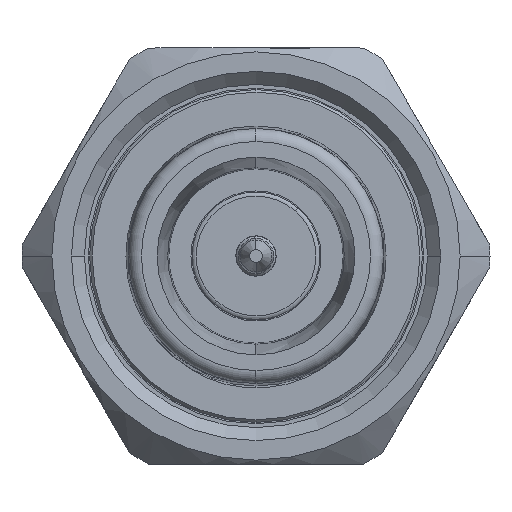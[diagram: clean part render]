
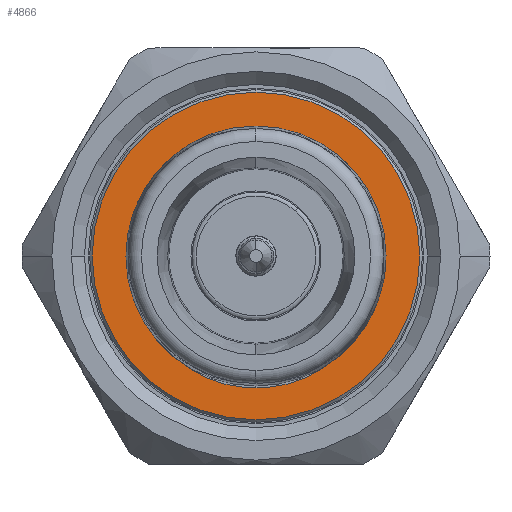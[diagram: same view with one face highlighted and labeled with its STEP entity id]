
A CAD part, left-side view. The second image highlights one B-rep face of the part: STEP entity #4866.
In plain terms, the highlighted planar face has unit normal (-1, 0, 0).
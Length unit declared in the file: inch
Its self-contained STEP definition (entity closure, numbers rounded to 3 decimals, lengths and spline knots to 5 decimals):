
#96 = DIRECTION ( 'NONE',  ( 0., 0., 1. ) ) ;
#119 = CIRCLE ( 'NONE', #4957, 0.187 ) ;
#177 = AXIS2_PLACEMENT_3D ( 'NONE', #2533, #4117, #4481 ) ;
#311 = ORIENTED_EDGE ( 'NONE', *, *, #4716, .T. ) ;
#447 = ORIENTED_EDGE ( 'NONE', *, *, #2405, .T. ) ;
#478 = CIRCLE ( 'NONE', #4499, 0.19685 ) ;
#558 = ORIENTED_EDGE ( 'NONE', *, *, #2823, .F. ) ;
#559 = DIRECTION ( 'NONE',  ( 1., 0., 0. ) ) ;
#1052 = DIRECTION ( 'NONE',  ( 0., 0., 1. ) ) ;
#1343 = DIRECTION ( 'NONE',  ( -1., 0., 0. ) ) ;
#1407 = DIRECTION ( 'NONE',  ( 0., 0., 1. ) ) ;
#1464 = DIRECTION ( 'NONE',  ( -1., 0., 0. ) ) ;
#1742 = CARTESIAN_POINT ( 'NONE',  ( 0.32677, 0., -0.24803 ) ) ;
#2042 = CARTESIAN_POINT ( 'NONE',  ( 0.32677, 0., 0. ) ) ;
#2142 = PLANE ( 'NONE',  #177 ) ;
#2219 = AXIS2_PLACEMENT_3D ( 'NONE', #3333, #1464, #1052 ) ;
#2265 = EDGE_LOOP ( 'NONE', ( #558, #2569, #2937 ) ) ;
#2382 = EDGE_LOOP ( 'NONE', ( #447, #311 ) ) ;
#2405 = EDGE_CURVE ( 'NONE', #3348, #3224, #4947, .T. ) ;
#2426 = FACE_OUTER_BOUND ( 'NONE', #2382, .T. ) ;
#2490 = DIRECTION ( 'NONE',  ( -1., 0., 0. ) ) ;
#2533 = CARTESIAN_POINT ( 'NONE',  ( 0.32677, 0.19685, 0. ) ) ;
#2549 = CARTESIAN_POINT ( 'NONE',  ( 0.32677, 0., -0.01304 ) ) ;
#2569 = ORIENTED_EDGE ( 'NONE', *, *, #3161, .T. ) ;
#2640 = VERTEX_POINT ( 'NONE', #4409 ) ;
#2809 = CARTESIAN_POINT ( 'NONE',  ( 0.32677, 0., 0.24803 ) ) ;
#2823 = EDGE_CURVE ( 'NONE', #2640, #4377, #119, .T. ) ;
#2852 = CARTESIAN_POINT ( 'NONE',  ( 0.32677, 0., 0. ) ) ;
#2879 = CARTESIAN_POINT ( 'NONE',  ( 0.32677, -0.12569, -0.1515 ) ) ;
#2937 = ORIENTED_EDGE ( 'NONE', *, *, #4738, .T. ) ;
#2944 = FACE_BOUND ( 'NONE', #2265, .T. ) ;
#3161 = EDGE_CURVE ( 'NONE', #2640, #3695, #478, .T. ) ;
#3190 = CIRCLE ( 'NONE', #4092, 0.24803 ) ;
#3224 = VERTEX_POINT ( 'NONE', #2809 ) ;
#3249 = CARTESIAN_POINT ( 'NONE',  ( 0.32677, 0., 0.19685 ) ) ;
#3333 = CARTESIAN_POINT ( 'NONE',  ( 0.32677, 0., 0. ) ) ;
#3348 = VERTEX_POINT ( 'NONE', #1742 ) ;
#3565 = AXIS2_PLACEMENT_3D ( 'NONE', #4733, #559, #4378 ) ;
#3695 = VERTEX_POINT ( 'NONE', #3249 ) ;
#4092 = AXIS2_PLACEMENT_3D ( 'NONE', #2852, #1343, #96 ) ;
#4117 = DIRECTION ( 'NONE',  ( -1., 0., 0. ) ) ;
#4377 = VERTEX_POINT ( 'NONE', #2879 ) ;
#4378 = DIRECTION ( 'NONE',  ( 0., 0., -1. ) ) ;
#4386 = DIRECTION ( 'NONE',  ( 1., 0., 0. ) ) ;
#4409 = CARTESIAN_POINT ( 'NONE',  ( 0.32677, 0.12569, -0.1515 ) ) ;
#4481 = DIRECTION ( 'NONE',  ( 0., 0., 1. ) ) ;
#4499 = AXIS2_PLACEMENT_3D ( 'NONE', #2042, #4386, #4774 ) ;
#4716 = EDGE_CURVE ( 'NONE', #3224, #3348, #3190, .T. ) ;
#4733 = CARTESIAN_POINT ( 'NONE',  ( 0.32677, 0., 0. ) ) ;
#4738 = EDGE_CURVE ( 'NONE', #3695, #4377, #4883, .T. ) ;
#4774 = DIRECTION ( 'NONE',  ( 0., 0., -1. ) ) ;
#4866 = ADVANCED_FACE ( 'NONE', ( #2944, #2426 ), #2142, .T. ) ;
#4883 = CIRCLE ( 'NONE', #3565, 0.19685 ) ;
#4947 = CIRCLE ( 'NONE', #2219, 0.24803 ) ;
#4957 = AXIS2_PLACEMENT_3D ( 'NONE', #2549, #2490, #1407 ) ;
